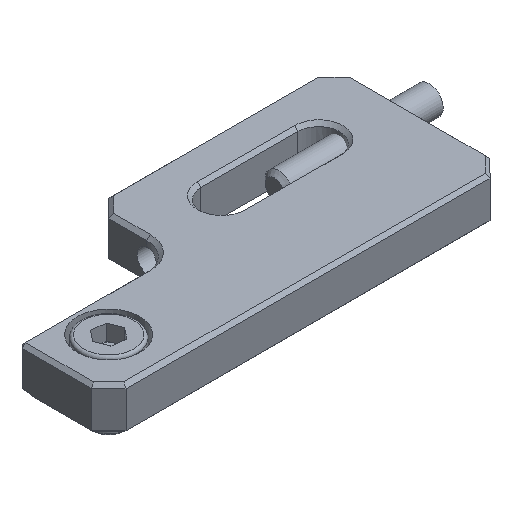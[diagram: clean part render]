
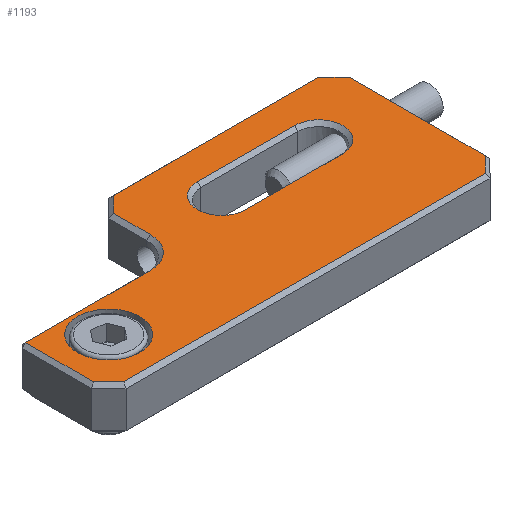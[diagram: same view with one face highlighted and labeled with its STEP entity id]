
A CAD part, isometric view. The second image highlights one B-rep face of the part: STEP entity #1193.
In plain terms, the highlighted planar face has unit normal (0, 0, 1).
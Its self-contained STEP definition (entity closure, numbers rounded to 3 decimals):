
#1 = CARTESIAN_POINT ( 'NONE',  ( 110., 1., 0. ) ) ;
#38 = VECTOR ( 'NONE', #2985, 1000. ) ;
#50 = DIRECTION ( 'NONE',  ( -1., 0., 0. ) ) ;
#53 = PLANE ( 'NONE',  #3248 ) ;
#64 = ORIENTED_EDGE ( 'NONE', *, *, #2897, .T. ) ;
#92 = CARTESIAN_POINT ( 'NONE',  ( 37., 34., 0. ) ) ;
#96 = AXIS2_PLACEMENT_3D ( 'NONE', #2745, #1974, #2719 ) ;
#98 = DIRECTION ( 'NONE',  ( 0.707, 0.707, 0. ) ) ;
#124 = CARTESIAN_POINT ( 'NONE',  ( 37., 34., 0. ) ) ;
#146 = LINE ( 'NONE', #649, #2588 ) ;
#161 = EDGE_CURVE ( 'NONE', #2925, #2013, #3203, .T. ) ;
#198 = CARTESIAN_POINT ( 'NONE',  ( 66., 26.4, 0. ) ) ;
#251 = CARTESIAN_POINT ( 'NONE',  ( 0., 25., 0. ) ) ;
#254 = VERTEX_POINT ( 'NONE', #2715 ) ;
#259 = CARTESIAN_POINT ( 'NONE',  ( 5.414, 1., 0. ) ) ;
#273 = AXIS2_PLACEMENT_3D ( 'NONE', #124, #2125, #3119 ) ;
#368 = EDGE_CURVE ( 'NONE', #254, #3006, #439, .T. ) ;
#390 = CIRCLE ( 'NONE', #273, 9. ) ;
#403 = EDGE_LOOP ( 'NONE', ( #447, #407, #2619, #1181, #1569, #2075, #1370, #1912, #3040, #64, #1783 ) ) ;
#407 = ORIENTED_EDGE ( 'NONE', *, *, #3226, .T. ) ;
#439 = LINE ( 'NONE', #3025, #832 ) ;
#447 = ORIENTED_EDGE ( 'NONE', *, *, #161, .T. ) ;
#501 = DIRECTION ( 'NONE',  ( -1., 0., 0. ) ) ;
#539 = CARTESIAN_POINT ( 'NONE',  ( 1., 5.414, 0. ) ) ;
#589 = CARTESIAN_POINT ( 'NONE',  ( 46., 34., 0. ) ) ;
#605 = VECTOR ( 'NONE', #668, 1000. ) ;
#624 = VECTOR ( 'NONE', #3187, 1000. ) ;
#630 = DIRECTION ( 'NONE',  ( 1., 0., 0. ) ) ;
#649 = CARTESIAN_POINT ( 'NONE',  ( 109.293, 49.293, 0. ) ) ;
#654 = VERTEX_POINT ( 'NONE', #2273 ) ;
#668 = DIRECTION ( 'NONE',  ( -0.707, -0.707, 0. ) ) ;
#734 = LINE ( 'NONE', #1674, #624 ) ;
#761 = EDGE_CURVE ( 'NONE', #2813, #2689, #3240, .T. ) ;
#770 = VERTEX_POINT ( 'NONE', #539 ) ;
#791 = EDGE_LOOP ( 'NONE', ( #2194 ) ) ;
#806 = VERTEX_POINT ( 'NONE', #198 ) ;
#809 = VERTEX_POINT ( 'NONE', #2248 ) ;
#823 = DIRECTION ( 'NONE',  ( 0., 0., -1. ) ) ;
#832 = VECTOR ( 'NONE', #1513, 1000. ) ;
#862 = FACE_OUTER_BOUND ( 'NONE', #403, .T. ) ;
#873 = CARTESIAN_POINT ( 'NONE',  ( 94., 40.4, 0. ) ) ;
#900 = DIRECTION ( 'NONE',  ( 1., 0., 0. ) ) ;
#990 = LINE ( 'NONE', #1165, #2432 ) ;
#991 = CARTESIAN_POINT ( 'NONE',  ( 114., 44.586, 0. ) ) ;
#1000 = CARTESIAN_POINT ( 'NONE',  ( 50.414, 49., 0. ) ) ;
#1030 = VERTEX_POINT ( 'NONE', #1910 ) ;
#1086 = VECTOR ( 'NONE', #50, 1000. ) ;
#1165 = CARTESIAN_POINT ( 'NONE',  ( 1., 5., 0. ) ) ;
#1181 = ORIENTED_EDGE ( 'NONE', *, *, #1633, .T. ) ;
#1192 = LINE ( 'NONE', #2536, #2626 ) ;
#1193 = ADVANCED_FACE ( 'NONE', ( #3152, #862, #2522 ), #53, .F. ) ;
#1220 = CARTESIAN_POINT ( 'NONE',  ( 37., 26.4, 0. ) ) ;
#1236 = VERTEX_POINT ( 'NONE', #2142 ) ;
#1276 = LINE ( 'NONE', #251, #1086 ) ;
#1279 = CARTESIAN_POINT ( 'NONE',  ( 94., 33.4, 0. ) ) ;
#1338 = CARTESIAN_POINT ( 'NONE',  ( 37., 40.4, 0. ) ) ;
#1370 = ORIENTED_EDGE ( 'NONE', *, *, #2955, .T. ) ;
#1377 = EDGE_CURVE ( 'NONE', #806, #654, #2562, .T. ) ;
#1407 = VERTEX_POINT ( 'NONE', #259 ) ;
#1453 = LINE ( 'NONE', #1, #1619 ) ;
#1458 = EDGE_LOOP ( 'NONE', ( #1518, #1705, #1646, #2927 ) ) ;
#1498 = EDGE_CURVE ( 'NONE', #2689, #806, #1757, .T. ) ;
#1513 = DIRECTION ( 'NONE',  ( 0., 1., 0. ) ) ;
#1515 = DIRECTION ( 'NONE',  ( 0., -1., 0. ) ) ;
#1518 = ORIENTED_EDGE ( 'NONE', *, *, #761, .T. ) ;
#1535 = VECTOR ( 'NONE', #98, 1000. ) ;
#1569 = ORIENTED_EDGE ( 'NONE', *, *, #2612, .T. ) ;
#1571 = CARTESIAN_POINT ( 'NONE',  ( 114.293, 5.707, 0. ) ) ;
#1578 = VERTEX_POINT ( 'NONE', #2471 ) ;
#1581 = CARTESIAN_POINT ( 'NONE',  ( 46., 44.586, 0. ) ) ;
#1594 = VECTOR ( 'NONE', #501, 1000. ) ;
#1619 = VECTOR ( 'NONE', #2029, 1000. ) ;
#1633 = EDGE_CURVE ( 'NONE', #809, #1578, #1276, .T. ) ;
#1646 = ORIENTED_EDGE ( 'NONE', *, *, #1377, .T. ) ;
#1674 = CARTESIAN_POINT ( 'NONE',  ( 50., 49., 0. ) ) ;
#1705 = ORIENTED_EDGE ( 'NONE', *, *, #1498, .T. ) ;
#1757 = LINE ( 'NONE', #1220, #1594 ) ;
#1783 = ORIENTED_EDGE ( 'NONE', *, *, #2097, .T. ) ;
#1797 = DIRECTION ( 'NONE',  ( 0., 0., -1. ) ) ;
#1798 = VECTOR ( 'NONE', #630, 1000. ) ;
#1910 = CARTESIAN_POINT ( 'NONE',  ( 24., 15., 0. ) ) ;
#1912 = ORIENTED_EDGE ( 'NONE', *, *, #3111, .T. ) ;
#1922 = CARTESIAN_POINT ( 'NONE',  ( 45.707, 44.293, 0. ) ) ;
#1947 = DIRECTION ( 'NONE',  ( 0., -1., 0. ) ) ;
#1951 = EDGE_CURVE ( 'NONE', #654, #2813, #2442, .T. ) ;
#1958 = AXIS2_PLACEMENT_3D ( 'NONE', #1279, #1797, #2559 ) ;
#1974 = DIRECTION ( 'NONE',  ( 0., 0., -1. ) ) ;
#1995 = EDGE_CURVE ( 'NONE', #2493, #809, #390, .T. ) ;
#2013 = VERTEX_POINT ( 'NONE', #1581 ) ;
#2029 = DIRECTION ( 'NONE',  ( 1., 0., 0. ) ) ;
#2075 = ORIENTED_EDGE ( 'NONE', *, *, #2223, .T. ) ;
#2097 = EDGE_CURVE ( 'NONE', #1236, #2925, #734, .T. ) ;
#2125 = DIRECTION ( 'NONE',  ( 0., 0., -1. ) ) ;
#2142 = CARTESIAN_POINT ( 'NONE',  ( 109.586, 49., 0. ) ) ;
#2159 = EDGE_CURVE ( 'NONE', #1030, #1030, #2396, .T. ) ;
#2176 = CARTESIAN_POINT ( 'NONE',  ( 15., 15., 0. ) ) ;
#2194 = ORIENTED_EDGE ( 'NONE', *, *, #2159, .F. ) ;
#2223 = EDGE_CURVE ( 'NONE', #770, #1407, #3149, .T. ) ;
#2233 = LINE ( 'NONE', #1571, #1535 ) ;
#2248 = CARTESIAN_POINT ( 'NONE',  ( 37., 25., 0. ) ) ;
#2273 = CARTESIAN_POINT ( 'NONE',  ( 66., 40.4, 0. ) ) ;
#2370 = CARTESIAN_POINT ( 'NONE',  ( 94., 26.4, 0. ) ) ;
#2396 = CIRCLE ( 'NONE', #2924, 9. ) ;
#2414 = CARTESIAN_POINT ( 'NONE',  ( 5.707, 0.707, 0. ) ) ;
#2432 = VECTOR ( 'NONE', #1947, 1000. ) ;
#2442 = LINE ( 'NONE', #1338, #1798 ) ;
#2471 = CARTESIAN_POINT ( 'NONE',  ( 1., 25., 0. ) ) ;
#2493 = VERTEX_POINT ( 'NONE', #589 ) ;
#2522 = FACE_BOUND ( 'NONE', #791, .T. ) ;
#2536 = CARTESIAN_POINT ( 'NONE',  ( 46., 34., 0. ) ) ;
#2559 = DIRECTION ( 'NONE',  ( -1., 0., 0. ) ) ;
#2562 = CIRCLE ( 'NONE', #96, 7. ) ;
#2588 = VECTOR ( 'NONE', #3126, 1000. ) ;
#2604 = CARTESIAN_POINT ( 'NONE',  ( 109.586, 1., 0. ) ) ;
#2612 = EDGE_CURVE ( 'NONE', #1578, #770, #990, .T. ) ;
#2619 = ORIENTED_EDGE ( 'NONE', *, *, #1995, .T. ) ;
#2626 = VECTOR ( 'NONE', #1515, 1000. ) ;
#2689 = VERTEX_POINT ( 'NONE', #2370 ) ;
#2715 = CARTESIAN_POINT ( 'NONE',  ( 114., 5.414, 0. ) ) ;
#2719 = DIRECTION ( 'NONE',  ( -1., 0., 0. ) ) ;
#2745 = CARTESIAN_POINT ( 'NONE',  ( 66., 33.4, 0. ) ) ;
#2813 = VERTEX_POINT ( 'NONE', #873 ) ;
#2831 = DIRECTION ( 'NONE',  ( -1., 0., 0. ) ) ;
#2897 = EDGE_CURVE ( 'NONE', #3006, #1236, #146, .T. ) ;
#2911 = DIRECTION ( 'NONE',  ( 0., 0., 1. ) ) ;
#2924 = AXIS2_PLACEMENT_3D ( 'NONE', #2176, #2911, #900 ) ;
#2925 = VERTEX_POINT ( 'NONE', #1000 ) ;
#2927 = ORIENTED_EDGE ( 'NONE', *, *, #1951, .T. ) ;
#2955 = EDGE_CURVE ( 'NONE', #1407, #3104, #1453, .T. ) ;
#2985 = DIRECTION ( 'NONE',  ( 0.707, -0.707, 0. ) ) ;
#3006 = VERTEX_POINT ( 'NONE', #991 ) ;
#3025 = CARTESIAN_POINT ( 'NONE',  ( 114., 45., 0. ) ) ;
#3040 = ORIENTED_EDGE ( 'NONE', *, *, #368, .T. ) ;
#3104 = VERTEX_POINT ( 'NONE', #2604 ) ;
#3111 = EDGE_CURVE ( 'NONE', #3104, #254, #2233, .T. ) ;
#3119 = DIRECTION ( 'NONE',  ( -1., 0., 0. ) ) ;
#3126 = DIRECTION ( 'NONE',  ( -0.707, 0.707, 0. ) ) ;
#3149 = LINE ( 'NONE', #2414, #38 ) ;
#3152 = FACE_BOUND ( 'NONE', #1458, .T. ) ;
#3187 = DIRECTION ( 'NONE',  ( -1., 0., 0. ) ) ;
#3203 = LINE ( 'NONE', #1922, #605 ) ;
#3226 = EDGE_CURVE ( 'NONE', #2013, #2493, #1192, .T. ) ;
#3240 = CIRCLE ( 'NONE', #1958, 7. ) ;
#3248 = AXIS2_PLACEMENT_3D ( 'NONE', #92, #823, #2831 ) ;
